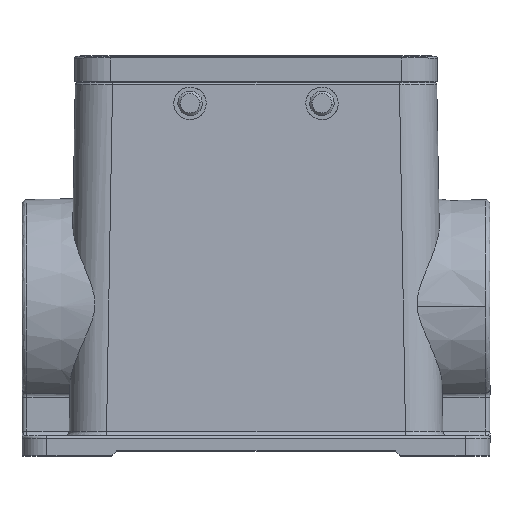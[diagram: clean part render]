
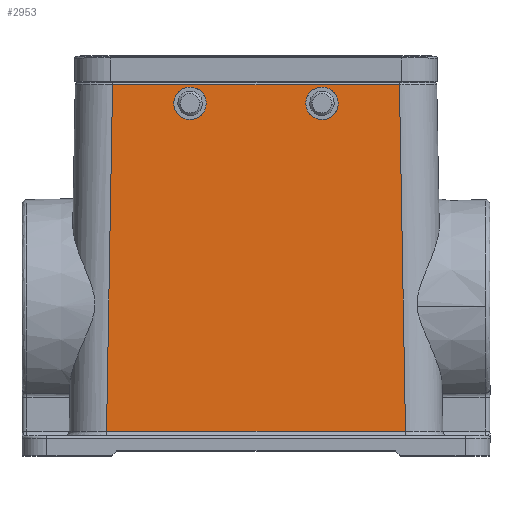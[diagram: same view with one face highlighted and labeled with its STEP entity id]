
A CAD part, top view. The second image highlights one B-rep face of the part: STEP entity #2953.
In plain terms, the highlighted planar face has unit normal (0, 0.018, 1).
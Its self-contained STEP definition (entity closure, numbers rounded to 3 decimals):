
#14 = VERTEX_POINT ( 'NONE', #622 ) ;
#78 = VERTEX_POINT ( 'NONE', #2083 ) ;
#87 = VERTEX_POINT ( 'NONE', #2074 ) ;
#125 = VERTEX_POINT ( 'NONE', #2036 ) ;
#444 = LINE ( 'NONE', #445, #8916 ) ;
#445 = CARTESIAN_POINT ( 'NONE',  ( -38.892, -2.491, 21.509 ) ) ;
#446 = DIRECTION ( 'NONE',  ( -1., 0., 0. ) ) ;
#495 = LINE ( 'NONE', #496, #8935 ) ;
#496 = CARTESIAN_POINT ( 'NONE',  ( 30.023, -72.017, 22.722 ) ) ;
#497 = DIRECTION ( 'NONE',  ( -0.017, 1., -0.017 ) ) ;
#504 = LINE ( 'NONE', #505, #8938 ) ;
#505 = CARTESIAN_POINT ( 'NONE',  ( -38.892, -72.017, 22.722 ) ) ;
#506 = DIRECTION ( 'NONE',  ( 1., 0., 0. ) ) ;
#619 = VERTEX_POINT ( 'NONE', #7999 ) ;
#622 = CARTESIAN_POINT ( 'NONE',  ( 28.81, -2.491, 21.509 ) ) ;
#705 = VERTEX_POINT ( 'NONE', #5800 ) ;
#748 = AXIS2_PLACEMENT_3D ( 'NONE', #5668, #5669, #5670 ) ;
#750 = FACE_BOUND ( 'NONE', #6144, .T. ) ;
#752 = FACE_OUTER_BOUND ( 'NONE', #6183, .T. ) ;
#759 = FACE_BOUND ( 'NONE', #6155, .T. ) ;
#896 = CARTESIAN_POINT ( 'NONE',  ( -10.017, -5.864, 21.567 ) ) ;
#952 = CARTESIAN_POINT ( 'NONE',  ( 16.483, -6.536, 21.579 ) ) ;
#1835 = CARTESIAN_POINT ( 'NONE',  ( -16.483, -6.536, 21.579 ) ) ;
#1836 = CARTESIAN_POINT ( 'NONE',  ( -15.811, -13.001, 21.692 ) ) ;
#1837 = CARTESIAN_POINT ( 'NONE',  ( -9.346, -12.329, 21.68 ) ) ;
#1838 = CARTESIAN_POINT ( 'NONE',  ( -10.017, -5.864, 21.567 ) ) ;
#1860 = CARTESIAN_POINT ( 'NONE',  ( 10.017, -5.864, 21.567 ) ) ;
#1861 = CARTESIAN_POINT ( 'NONE',  ( 9.346, -12.329, 21.68 ) ) ;
#1862 = CARTESIAN_POINT ( 'NONE',  ( 15.811, -13.001, 21.692 ) ) ;
#1863 = CARTESIAN_POINT ( 'NONE',  ( 16.483, -6.536, 21.579 ) ) ;
#1872 = LINE ( 'NONE', #1873, #8910 ) ;
#1873 = CARTESIAN_POINT ( 'NONE',  ( -28.809, -2.491, 21.509 ) ) ;
#1874 = DIRECTION ( 'NONE',  ( -0.017, -1., 0.017 ) ) ;
#2036 = CARTESIAN_POINT ( 'NONE',  ( 10.017, -5.864, 21.567 ) ) ;
#2074 = CARTESIAN_POINT ( 'NONE',  ( -16.483, -6.536, 21.579 ) ) ;
#2083 = CARTESIAN_POINT ( 'NONE',  ( -28.809, -2.491, 21.509 ) ) ;
#2162 =( BOUNDED_CURVE ( )  B_SPLINE_CURVE ( 3, ( #1860, #1861, #1862, #1863 ),
 .UNSPECIFIED., .F., .T. ) 
 B_SPLINE_CURVE_WITH_KNOTS ( ( 4, 4 ),
 ( 1.467, 4.609 ),
 .UNSPECIFIED. ) 
 CURVE ( )  GEOMETRIC_REPRESENTATION_ITEM ( )  RATIONAL_B_SPLINE_CURVE ( ( 1., 0.333, 0.333, 1. ) ) 
 REPRESENTATION_ITEM ( '' )  );
#2164 =( BOUNDED_CURVE ( )  B_SPLINE_CURVE ( 3, ( #1835, #1836, #1837, #1838 ),
 .UNSPECIFIED., .F., .T. ) 
 B_SPLINE_CURVE_WITH_KNOTS ( ( 4, 4 ),
 ( 1.674, 4.816 ),
 .UNSPECIFIED. ) 
 CURVE ( )  GEOMETRIC_REPRESENTATION_ITEM ( )  RATIONAL_B_SPLINE_CURVE ( ( 1., 0.333, 0.333, 1. ) ) 
 REPRESENTATION_ITEM ( '' )  );
#2953 = ADVANCED_FACE ( 'NONE', ( #759, #752, #750 ), #5667, .T. ) ;
#3117 = EDGE_CURVE ( 'NONE', #87, #10470, #2164, .T. ) ;
#3126 = EDGE_CURVE ( 'NONE', #125, #10546, #2162, .T. ) ;
#3129 = EDGE_CURVE ( 'NONE', #78, #705, #1872, .T. ) ;
#3136 = EDGE_CURVE ( 'NONE', #14, #78, #444, .T. ) ;
#3153 = EDGE_CURVE ( 'NONE', #619, #14, #495, .T. ) ;
#3156 = EDGE_CURVE ( 'NONE', #705, #619, #504, .T. ) ;
#4549 = EDGE_CURVE ( 'NONE', #10546, #125, #7932, .T. ) ;
#4748 = EDGE_CURVE ( 'NONE', #10470, #87, #7924, .T. ) ;
#5667 = PLANE ( 'NONE',  #748 ) ;
#5668 = CARTESIAN_POINT ( 'NONE',  ( -38.892, -2., 21.5 ) ) ;
#5669 = DIRECTION ( 'NONE',  ( 0., 0.017, 1. ) ) ;
#5670 = DIRECTION ( 'NONE',  ( 0., -1., 0.017 ) ) ;
#5800 = CARTESIAN_POINT ( 'NONE',  ( -30.023, -72.017, 22.722 ) ) ;
#6144 = EDGE_LOOP ( 'NONE', ( #6669, #6451 ) ) ;
#6155 = EDGE_LOOP ( 'NONE', ( #6811, #6692 ) ) ;
#6183 = EDGE_LOOP ( 'NONE', ( #6688, #6665, #6690, #6457 ) ) ;
#6451 = ORIENTED_EDGE ( 'NONE', *, *, #4549, .F. ) ;
#6457 = ORIENTED_EDGE ( 'NONE', *, *, #3156, .T. ) ;
#6665 = ORIENTED_EDGE ( 'NONE', *, *, #3136, .T. ) ;
#6669 = ORIENTED_EDGE ( 'NONE', *, *, #3126, .F. ) ;
#6688 = ORIENTED_EDGE ( 'NONE', *, *, #3153, .T. ) ;
#6690 = ORIENTED_EDGE ( 'NONE', *, *, #3129, .T. ) ;
#6692 = ORIENTED_EDGE ( 'NONE', *, *, #4748, .F. ) ;
#6811 = ORIENTED_EDGE ( 'NONE', *, *, #3117, .F. ) ;
#7924 =( BOUNDED_CURVE ( )  B_SPLINE_CURVE ( 3, ( #8565, #8566, #8567, #8568 ),
 .UNSPECIFIED., .F., .T. ) 
 B_SPLINE_CURVE_WITH_KNOTS ( ( 4, 4 ),
 ( 4.816, 7.958 ),
 .UNSPECIFIED. ) 
 CURVE ( )  GEOMETRIC_REPRESENTATION_ITEM ( )  RATIONAL_B_SPLINE_CURVE ( ( 1., 0.333, 0.333, 1. ) ) 
 REPRESENTATION_ITEM ( '' )  );
#7932 =( BOUNDED_CURVE ( )  B_SPLINE_CURVE ( 3, ( #9136, #9137, #9138, #9139 ),
 .UNSPECIFIED., .F., .T. ) 
 B_SPLINE_CURVE_WITH_KNOTS ( ( 4, 4 ),
 ( 4.609, 7.75 ),
 .UNSPECIFIED. ) 
 CURVE ( )  GEOMETRIC_REPRESENTATION_ITEM ( )  RATIONAL_B_SPLINE_CURVE ( ( 1., 0.333, 0.333, 1. ) ) 
 REPRESENTATION_ITEM ( '' )  );
#7999 = CARTESIAN_POINT ( 'NONE',  ( 30.023, -72.017, 22.722 ) ) ;
#8565 = CARTESIAN_POINT ( 'NONE',  ( -10.017, -5.864, 21.567 ) ) ;
#8566 = CARTESIAN_POINT ( 'NONE',  ( -10.689, 0.601, 21.455 ) ) ;
#8567 = CARTESIAN_POINT ( 'NONE',  ( -17.154, -0.071, 21.466 ) ) ;
#8568 = CARTESIAN_POINT ( 'NONE',  ( -16.483, -6.536, 21.579 ) ) ;
#8910 = VECTOR ( 'NONE', #1874, 1000. ) ;
#8916 = VECTOR ( 'NONE', #446, 1000. ) ;
#8935 = VECTOR ( 'NONE', #497, 1000. ) ;
#8938 = VECTOR ( 'NONE', #506, 1000. ) ;
#9136 = CARTESIAN_POINT ( 'NONE',  ( 16.483, -6.536, 21.579 ) ) ;
#9137 = CARTESIAN_POINT ( 'NONE',  ( 17.154, -0.071, 21.466 ) ) ;
#9138 = CARTESIAN_POINT ( 'NONE',  ( 10.689, 0.601, 21.455 ) ) ;
#9139 = CARTESIAN_POINT ( 'NONE',  ( 10.017, -5.864, 21.567 ) ) ;
#10470 = VERTEX_POINT ( 'NONE', #896 ) ;
#10546 = VERTEX_POINT ( 'NONE', #952 ) ;
